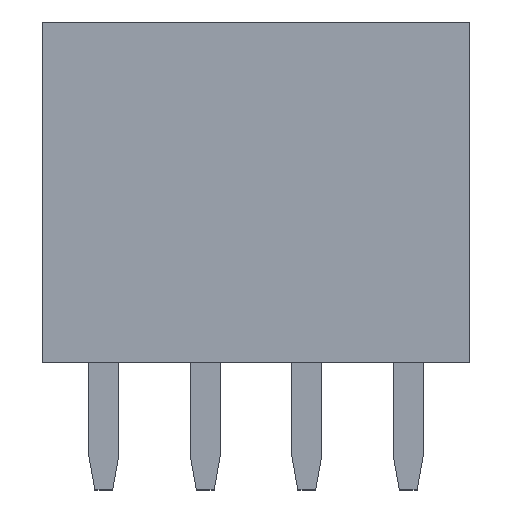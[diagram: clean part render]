
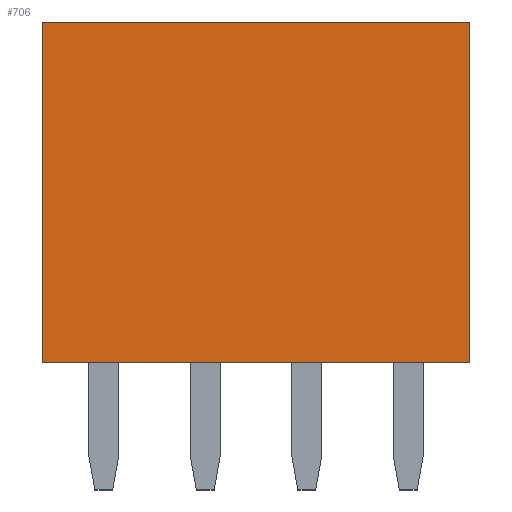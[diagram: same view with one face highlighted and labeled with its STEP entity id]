
A CAD part, top view. The second image highlights one B-rep face of the part: STEP entity #706.
In plain terms, the highlighted planar face has unit normal (0, 0, 1).
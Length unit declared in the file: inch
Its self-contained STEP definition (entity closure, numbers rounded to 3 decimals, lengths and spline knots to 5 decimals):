
#31 = VECTOR ( 'NONE', #2931, 39.37008 ) ;
#211 = DIRECTION ( 'NONE',  ( 1., 0., 0. ) ) ;
#227 = AXIS2_PLACEMENT_3D ( 'NONE', #2152, #3347, #317 ) ;
#259 = CARTESIAN_POINT ( 'NONE',  ( 0.21, 0.335, 0.05 ) ) ;
#317 = DIRECTION ( 'NONE',  ( -1., 0., 0. ) ) ;
#395 = VERTEX_POINT ( 'NONE', #1990 ) ;
#442 = EDGE_CURVE ( 'NONE', #701, #1707, #823, .T. ) ;
#701 = VERTEX_POINT ( 'NONE', #3652 ) ;
#706 = ADVANCED_FACE ( 'NONE', ( #1712 ), #1238, .F. ) ;
#745 = VECTOR ( 'NONE', #211, 39.37008 ) ;
#780 = CARTESIAN_POINT ( 'NONE',  ( -0.21, 0., 0.05 ) ) ;
#823 = LINE ( 'NONE', #3195, #3901 ) ;
#842 = LINE ( 'NONE', #1060, #2833 ) ;
#1060 = CARTESIAN_POINT ( 'NONE',  ( 0.21, 0.335, 0.05 ) ) ;
#1075 = ORIENTED_EDGE ( 'NONE', *, *, #3729, .F. ) ;
#1126 = LINE ( 'NONE', #780, #745 ) ;
#1238 = PLANE ( 'NONE',  #227 ) ;
#1349 = VERTEX_POINT ( 'NONE', #1633 ) ;
#1354 = EDGE_LOOP ( 'NONE', ( #3174, #1075, #2093, #1611 ) ) ;
#1611 = ORIENTED_EDGE ( 'NONE', *, *, #3768, .T. ) ;
#1633 = CARTESIAN_POINT ( 'NONE',  ( 0.21, 0., 0.05 ) ) ;
#1654 = DIRECTION ( 'NONE',  ( 1., 0., 0. ) ) ;
#1707 = VERTEX_POINT ( 'NONE', #2970 ) ;
#1712 = FACE_OUTER_BOUND ( 'NONE', #1354, .T. ) ;
#1714 = EDGE_CURVE ( 'NONE', #395, #1349, #3549, .T. ) ;
#1990 = CARTESIAN_POINT ( 'NONE',  ( 0.21, 0.335, 0.05 ) ) ;
#2093 = ORIENTED_EDGE ( 'NONE', *, *, #442, .T. ) ;
#2152 = CARTESIAN_POINT ( 'NONE',  ( -0.21, 0.335, 0.05 ) ) ;
#2833 = VECTOR ( 'NONE', #1654, 39.37008 ) ;
#2931 = DIRECTION ( 'NONE',  ( 0., -1., 0. ) ) ;
#2970 = CARTESIAN_POINT ( 'NONE',  ( -0.21, 0., 0.05 ) ) ;
#3174 = ORIENTED_EDGE ( 'NONE', *, *, #1714, .F. ) ;
#3183 = DIRECTION ( 'NONE',  ( 0., -1., 0. ) ) ;
#3195 = CARTESIAN_POINT ( 'NONE',  ( -0.21, 0.335, 0.05 ) ) ;
#3347 = DIRECTION ( 'NONE',  ( 0., 0., -1. ) ) ;
#3549 = LINE ( 'NONE', #259, #31 ) ;
#3652 = CARTESIAN_POINT ( 'NONE',  ( -0.21, 0.335, 0.05 ) ) ;
#3729 = EDGE_CURVE ( 'NONE', #701, #395, #842, .T. ) ;
#3768 = EDGE_CURVE ( 'NONE', #1707, #1349, #1126, .T. ) ;
#3901 = VECTOR ( 'NONE', #3183, 39.37008 ) ;
